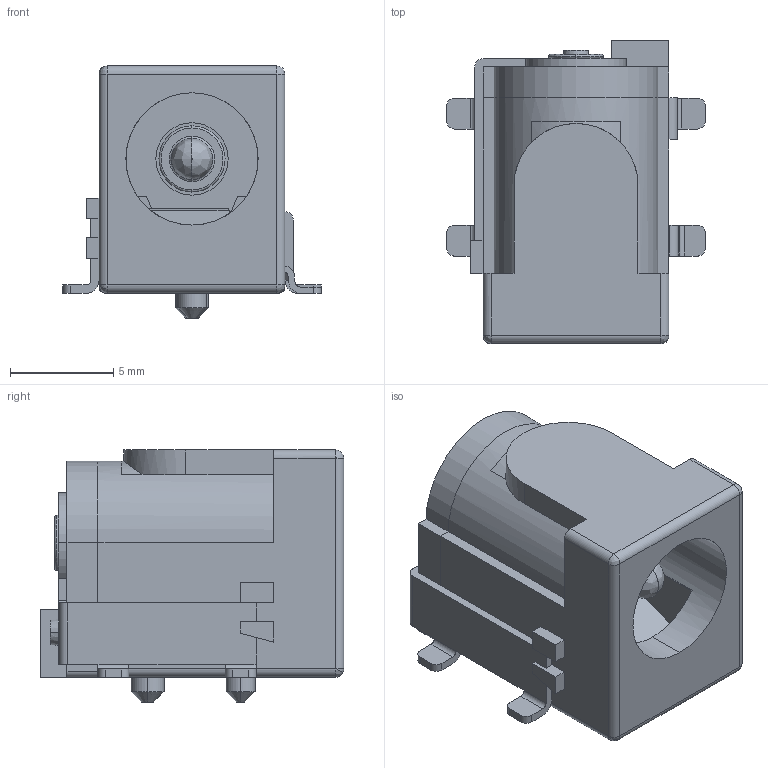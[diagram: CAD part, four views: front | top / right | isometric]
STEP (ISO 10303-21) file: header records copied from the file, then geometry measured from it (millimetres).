
FILE_DESCRIPTION (( 'STEP AP214' ), '1' );
FILE_NAME ('694108106102.STEP', '2021-08-25T08:43:44', ( '' ), ( '' ), 'SwSTEP 2.0', 'SolidWorks 2018', '' );
FILE_SCHEMA (( 'AUTOMOTIVE_DESIGN' ));
Length unit declared in the file: inch
Products named in the file (2): 694108106102
Bounding box: 12.5 x 14.7 x 12.2 mm (x, y, z)
Volume: 831.1 mm3; surface area: 1890.5 mm2
Topology: 6 solids, 6 shells, 316 faces, 828 edges, 537 vertices
Faces by surface type: plane 187, cylinder 92, bspline 29, cone 8
Entity records: 14530 total; most frequent: CARTESIAN_POINT 2525, ORIENTED_EDGE 1652, DIRECTION 1592, EDGE_CURVE 826, VECTOR 556, LINE 556, VERTEX_POINT 537, AXIS2_PLACEMENT_3D 518
